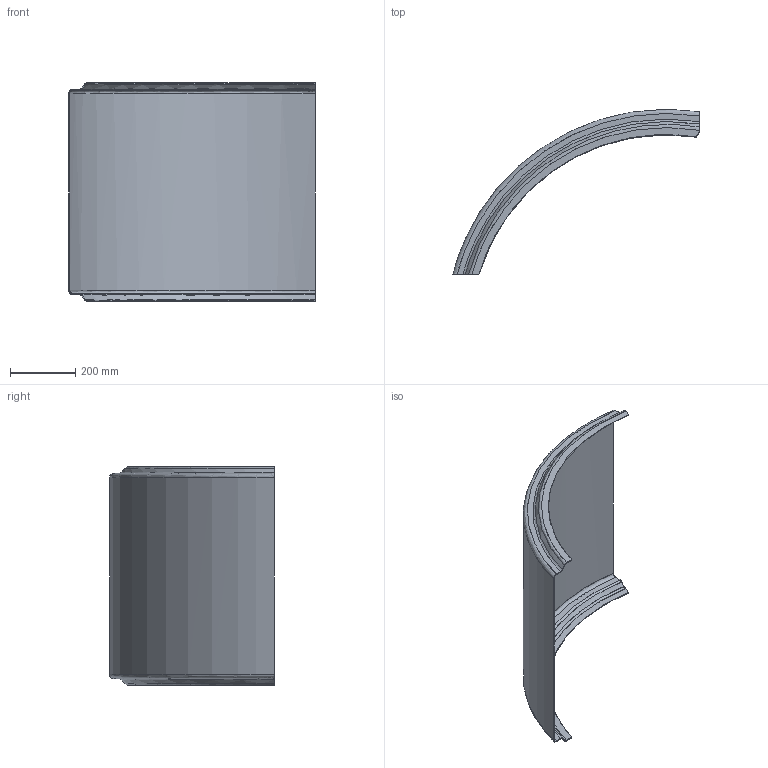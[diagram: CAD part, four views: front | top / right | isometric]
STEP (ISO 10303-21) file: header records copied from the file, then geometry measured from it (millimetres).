
FILE_DESCRIPTION (( 'STEP AP203' ), '1' );
FILE_NAME ('AynalamaAynalamaYAPI_plastik camurluk.IGS_Default_sldprt.STEP', '2023-01-17T08:09:29', ( '' ), ( '' ), 'SwSTEP 2.0', 'SolidWorks 2019', '' );
FILE_SCHEMA (( 'CONFIG_CONTROL_DESIGN' ));
Length unit declared in the file: millimetre
Products named in the file (1): AynalamaAynalamaYAPI_plastik camurluk.IGS_Default_sldprt
Bounding box: 755.78 x 505.62 x 670 mm (x, y, z)
Volume: 2242273 mm3; surface area: 1542543.3 mm2
Topology: 1 solids, 1 shells, 32 faces, 90 edges, 60 vertices
Faces by surface type: bspline 32
Entity records: 2192 total; most frequent: CARTESIAN_POINT 1602, ORIENTED_EDGE 180, EDGE_CURVE 90, B_SPLINE_CURVE_WITH_KNOTS 68, VERTEX_POINT 60, ADVANCED_FACE 32, FACE_OUTER_BOUND 32, EDGE_LOOP 32
